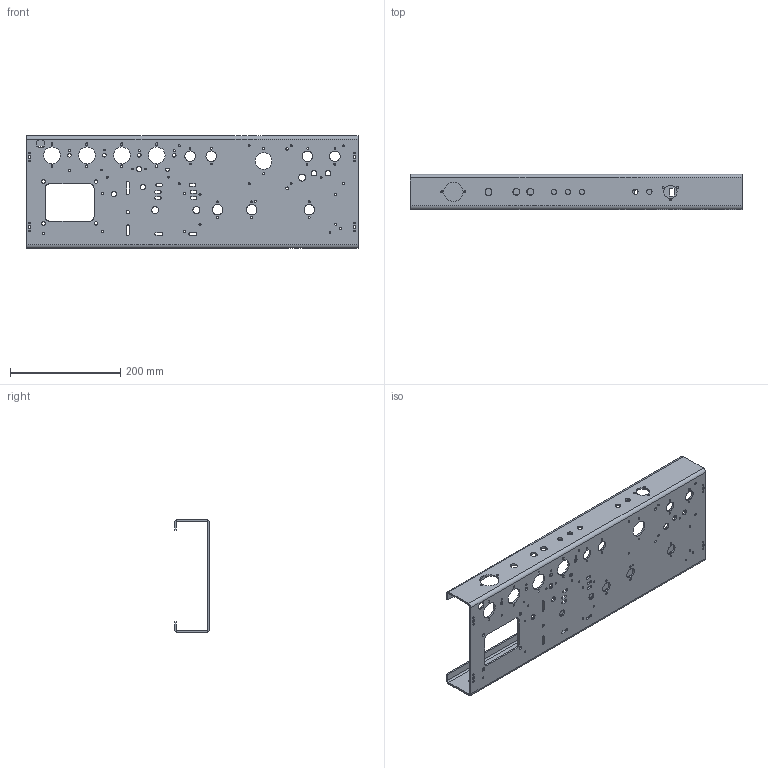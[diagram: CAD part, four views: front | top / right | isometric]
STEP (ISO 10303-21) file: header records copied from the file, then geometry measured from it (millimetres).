
FILE_DESCRIPTION(/* description */ (''),/* implementation_level */ '2;1');
FILE_NAME(/* name */ 'mainChassis.stp',/* time_stamp */ '2020-05-01T11:32:33-04:00',/* author */ ('ryan'),/* organization */ (''),/* preprocessor_version */ 'ST-DEVELOPER v17',/* originating_system */ 'Autodesk Inventor 2018',/* authorisation */ '');
FILE_SCHEMA (('AUTOMOTIVE_DESIGN { 1 0 10303 214 3 1 1 }'));
Length unit declared in the file: inch
Products named in the file (1): mainChassis
Bounding box: 603.25 x 63.5 x 204.47 mm (x, y, z)
Volume: 611116.2 mm3; surface area: 403896.1 mm2
Topology: 1 solids, 1 shells, 311 faces, 895 edges, 586 vertices
Faces by surface type: cylinder 195, plane 116
Full cylindrical faces by diameter (mm): 3 x1, 3.175 x8, 3.3 x5, 3.302 x24, 3.454 x10, 3.556 x5, 3.683 x17, 4.762 x2, 5.3 x1, 5.334 x4, 6.35 x4, 6.477 x5, 7.925 x1, 9.525 x16, 9.6 x2, 9.652 x3, 12.7 x3, 19.05 x7, 24.206 x1, 29.997 x1, 30.2 x4, 34.925 x1
Entity records: 10976 total; most frequent: DIRECTION 1909, CARTESIAN_POINT 1793, ORIENTED_EDGE 1790, EDGE_CURVE 895, AXIS2_PLACEMENT_3D 702, EDGE_LOOP 617, VERTEX_POINT 586, LINE 505
